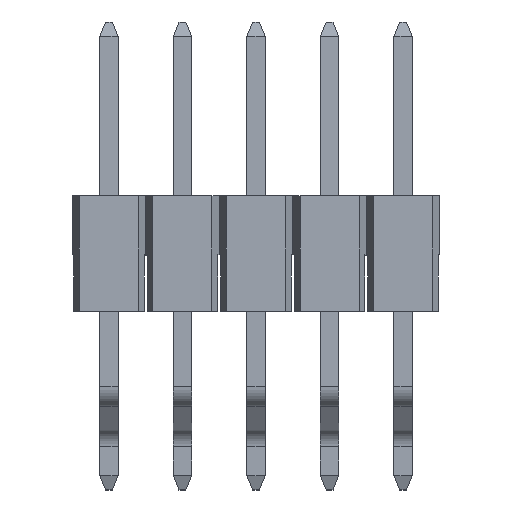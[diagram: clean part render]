
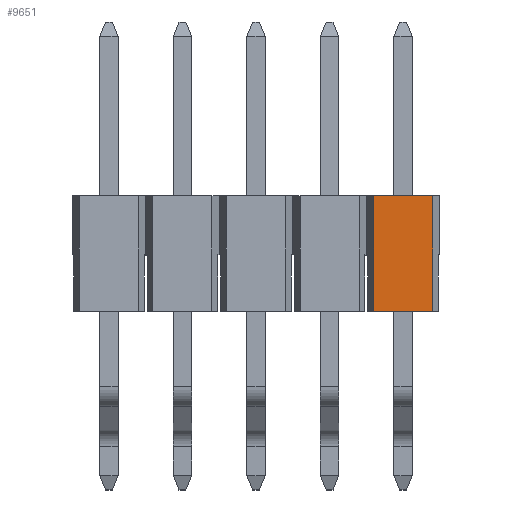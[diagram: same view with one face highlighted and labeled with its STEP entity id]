
A CAD part, top view. The second image highlights one B-rep face of the part: STEP entity #9651.
In plain terms, the highlighted planar face has unit normal (0, 0, 1).
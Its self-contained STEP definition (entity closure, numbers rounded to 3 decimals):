
#1046=ORIENTED_EDGE('',*,*,#2596,.T.);
#1047=ORIENTED_EDGE('',*,*,#2597,.F.);
#1048=ORIENTED_EDGE('',*,*,#2598,.F.);
#1049=ORIENTED_EDGE('',*,*,#2599,.T.);
#2596=EDGE_CURVE('',#3410,#3411,#4084,.T.);
#2597=EDGE_CURVE('',#3412,#3411,#4085,.T.);
#2598=EDGE_CURVE('',#3413,#3412,#4086,.T.);
#2599=EDGE_CURVE('',#3413,#3410,#4087,.T.);
#3410=VERTEX_POINT('',#13240);
#3411=VERTEX_POINT('',#13241);
#3412=VERTEX_POINT('',#13243);
#3413=VERTEX_POINT('',#13245);
#4084=LINE('',#13239,#4958);
#4085=LINE('',#13242,#4959);
#4086=LINE('',#13244,#4960);
#4087=LINE('',#13246,#4961);
#4958=VECTOR('',#11309,1000.);
#4959=VECTOR('',#11310,1000.);
#4960=VECTOR('',#11311,1000.);
#4961=VECTOR('',#11312,1000.);
#5624=EDGE_LOOP('',(#1046,#1047,#1048,#1049));
#6050=FACE_BOUND('',#5624,.T.);
#6436=PLANE('',#10148);
#9651=ADVANCED_FACE('',(#6050),#6436,.T.);
#10148=AXIS2_PLACEMENT_3D('',#13238,#11307,#11308);
#11307=DIRECTION('',(0.,0.,1.));
#11308=DIRECTION('',(0.,-1.,0.));
#11309=DIRECTION('',(0.,-1.,0.));
#11310=DIRECTION('',(-1.,0.,0.));
#11311=DIRECTION('',(0.,-1.,0.));
#11312=DIRECTION('',(-1.,0.,0.));
#13238=CARTESIAN_POINT('',(6.35,-1.27,2.54));
#13239=CARTESIAN_POINT('',(-6.1,13.204,2.54));
#13240=CARTESIAN_POINT('',(-6.1,2.73,2.54));
#13241=CARTESIAN_POINT('',(-6.1,-1.27,2.54));
#13242=CARTESIAN_POINT('',(6.35,-1.27,2.54));
#13243=CARTESIAN_POINT('',(-4.06,-1.27,2.54));
#13244=CARTESIAN_POINT('',(-4.06,12.981,2.54));
#13245=CARTESIAN_POINT('',(-4.06,2.73,2.54));
#13246=CARTESIAN_POINT('',(6.35,2.73,2.54));
